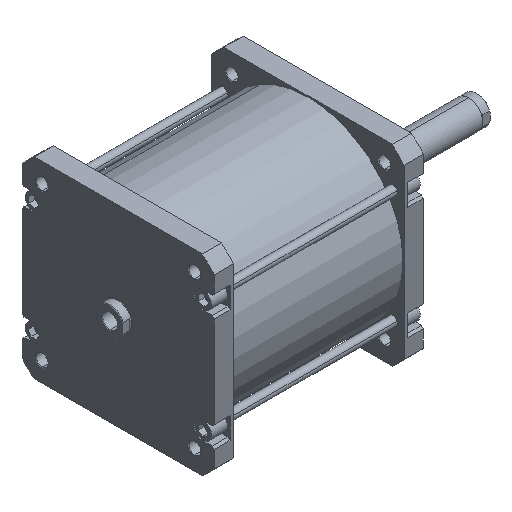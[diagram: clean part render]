
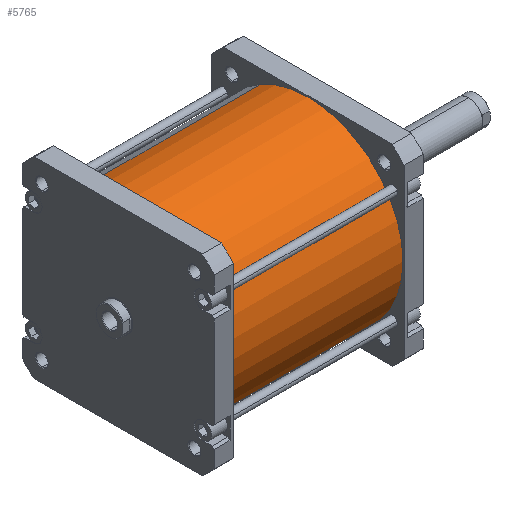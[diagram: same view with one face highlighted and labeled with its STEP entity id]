
A CAD part, isometric view. The second image highlights one B-rep face of the part: STEP entity #5765.
In plain terms, the highlighted cylindrical face has radius 168 mm (diameter 336 mm), a partial arc.
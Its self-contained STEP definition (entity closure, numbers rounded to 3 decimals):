
#359 = DIRECTION ( 'NONE',  ( -1., 0., 0. ) ) ;
#360 = DIRECTION ( 'NONE',  ( 0., 0., -1. ) ) ;
#361 = CARTESIAN_POINT ( 'NONE',  ( 0., 0., 302. ) ) ;
#686 = CARTESIAN_POINT ( 'NONE',  ( 168., 0., 0. ) ) ;
#859 = CARTESIAN_POINT ( 'NONE',  ( 168., 0., 302. ) ) ;
#945 = CARTESIAN_POINT ( 'NONE',  ( -168., 0., 302. ) ) ;
#948 = CARTESIAN_POINT ( 'NONE',  ( -168., 0., 0. ) ) ;
#1842 = EDGE_CURVE ( 'NONE', #6178, #5919, #3038, .T. ) ;
#1844 = EDGE_CURVE ( 'NONE', #6175, #6087, #3040, .T. ) ;
#1847 = EDGE_CURVE ( 'NONE', #6175, #6178, #3043, .T. ) ;
#1849 = EDGE_CURVE ( 'NONE', #6087, #5919, #3033, .T. ) ;
#1999 = ORIENTED_EDGE ( 'NONE', *, *, #1842, .T. ) ;
#2000 = ORIENTED_EDGE ( 'NONE', *, *, #1847, .T. ) ;
#2001 = ORIENTED_EDGE ( 'NONE', *, *, #1844, .F. ) ;
#2002 = ORIENTED_EDGE ( 'NONE', *, *, #1849, .F. ) ;
#2260 = EDGE_LOOP ( 'NONE', ( #2002, #2001, #2000, #1999 ) ) ;
#3031 = VECTOR ( 'NONE', #4369, 1000. ) ;
#3033 = LINE ( 'NONE', #4368, #3031 ) ;
#3038 = CIRCLE ( 'NONE', #3280, 168. ) ;
#3040 = CIRCLE ( 'NONE', #3284, 168. ) ;
#3043 = LINE ( 'NONE', #4363, #3044 ) ;
#3044 = VECTOR ( 'NONE', #4364, 1000. ) ;
#3280 = AXIS2_PLACEMENT_3D ( 'NONE', #4349, #4350, #4351 ) ;
#3284 = AXIS2_PLACEMENT_3D ( 'NONE', #4355, #4356, #4357 ) ;
#3482 = AXIS2_PLACEMENT_3D ( 'NONE', #361, #360, #359 ) ;
#4349 = CARTESIAN_POINT ( 'NONE',  ( 0., 0., 0. ) ) ;
#4350 = DIRECTION ( 'NONE',  ( 0., 0., 1. ) ) ;
#4351 = DIRECTION ( 'NONE',  ( 1., 0., 0. ) ) ;
#4355 = CARTESIAN_POINT ( 'NONE',  ( 0., 0., 302. ) ) ;
#4356 = DIRECTION ( 'NONE',  ( 0., 0., 1. ) ) ;
#4357 = DIRECTION ( 'NONE',  ( 1., 0., 0. ) ) ;
#4363 = CARTESIAN_POINT ( 'NONE',  ( -168., 0., 302. ) ) ;
#4364 = DIRECTION ( 'NONE',  ( 0., 0., -1. ) ) ;
#4368 = CARTESIAN_POINT ( 'NONE',  ( 168., 0., 302. ) ) ;
#4369 = DIRECTION ( 'NONE',  ( 0., 0., -1. ) ) ;
#5061 = FACE_OUTER_BOUND ( 'NONE', #2260, .T. ) ;
#5062 = CYLINDRICAL_SURFACE ( 'NONE', #3482, 168. ) ;
#5765 = ADVANCED_FACE ( 'NONE', ( #5061 ), #5062, .T. ) ;
#5919 = VERTEX_POINT ( 'NONE', #686 ) ;
#6087 = VERTEX_POINT ( 'NONE', #859 ) ;
#6175 = VERTEX_POINT ( 'NONE', #945 ) ;
#6178 = VERTEX_POINT ( 'NONE', #948 ) ;
